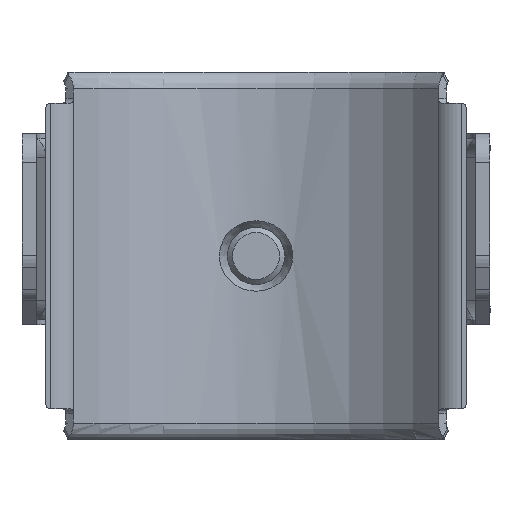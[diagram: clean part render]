
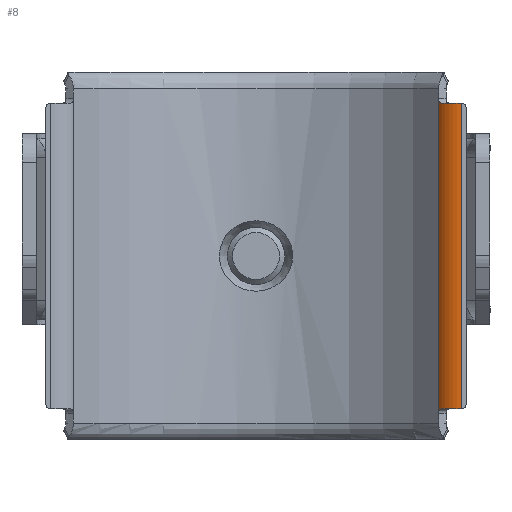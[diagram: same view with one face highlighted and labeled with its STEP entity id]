
A CAD part, front view. The second image highlights one B-rep face of the part: STEP entity #8.
In plain terms, the highlighted cylindrical face has radius 3 mm (diameter 6 mm), a partial arc.
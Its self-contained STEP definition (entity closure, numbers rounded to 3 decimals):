
#8 = ADVANCED_FACE ( 'NONE', ( #2659 ), #2655, .T. ) ;
#154 = AXIS2_PLACEMENT_3D ( 'NONE', #4423, #4422, #4415 ) ;
#372 = ORIENTED_EDGE ( 'NONE', *, *, #4731, .T. ) ;
#373 = ORIENTED_EDGE ( 'NONE', *, *, #4732, .F. ) ;
#375 = ORIENTED_EDGE ( 'NONE', *, *, #4733, .T. ) ;
#377 = ORIENTED_EDGE ( 'NONE', *, *, #4734, .T. ) ;
#379 = ORIENTED_EDGE ( 'NONE', *, *, #4738, .T. ) ;
#380 = ORIENTED_EDGE ( 'NONE', *, *, #4735, .F. ) ;
#706 = VECTOR ( 'NONE', #2205, 1000. ) ;
#708 = LINE ( 'NONE', #2198, #706 ) ;
#710 = CIRCLE ( 'NONE', #821, 3. ) ;
#713 = VECTOR ( 'NONE', #2192, 1000. ) ;
#716 = CIRCLE ( 'NONE', #820, 3. ) ;
#717 = LINE ( 'NONE', #2188, #713 ) ;
#820 = AXIS2_PLACEMENT_3D ( 'NONE', #2199, #2200, #2201 ) ;
#821 = AXIS2_PLACEMENT_3D ( 'NONE', #2202, #2203, #2204 ) ;
#1401 = CARTESIAN_POINT ( 'NONE',  ( 19.111, 10.482, -16.5 ) ) ;
#1409 = CARTESIAN_POINT ( 'NONE',  ( 19.447, 10.855, 16. ) ) ;
#1410 = CARTESIAN_POINT ( 'NONE',  ( 19.111, 10.482, 16.5 ) ) ;
#1411 = CARTESIAN_POINT ( 'NONE',  ( 21.5, 11.668, 16. ) ) ;
#1412 = CARTESIAN_POINT ( 'NONE',  ( 19.447, 10.855, -16. ) ) ;
#1415 = CARTESIAN_POINT ( 'NONE',  ( 21.5, 11.668, -16. ) ) ;
#2181 = CARTESIAN_POINT ( 'NONE',  ( 19.111, 10.482, 16.368 ) ) ;
#2182 = CARTESIAN_POINT ( 'NONE',  ( 19.143, 10.526, 16.238 ) ) ;
#2186 = CARTESIAN_POINT ( 'NONE',  ( 19.263, 10.668, -16.053 ) ) ;
#2187 = CARTESIAN_POINT ( 'NONE',  ( 19.111, 10.482, 16.5 ) ) ;
#2188 = CARTESIAN_POINT ( 'NONE',  ( 19.111, 10.482, 17.5 ) ) ;
#2189 = CARTESIAN_POINT ( 'NONE',  ( 19.263, 10.668, 16.054 ) ) ;
#2190 = CARTESIAN_POINT ( 'NONE',  ( 19.35, 10.764, 16. ) ) ;
#2191 = CARTESIAN_POINT ( 'NONE',  ( 19.447, 10.855, 16. ) ) ;
#2192 = DIRECTION ( 'NONE',  ( 0., 0., -1. ) ) ;
#2193 = CARTESIAN_POINT ( 'NONE',  ( 19.35, 10.764, -16. ) ) ;
#2194 = CARTESIAN_POINT ( 'NONE',  ( 19.447, 10.855, -16. ) ) ;
#2195 = CARTESIAN_POINT ( 'NONE',  ( 19.143, 10.526, -16.238 ) ) ;
#2196 = CARTESIAN_POINT ( 'NONE',  ( 19.111, 10.482, -16.368 ) ) ;
#2197 = CARTESIAN_POINT ( 'NONE',  ( 19.111, 10.482, -16.5 ) ) ;
#2198 = CARTESIAN_POINT ( 'NONE',  ( 21.5, 11.668, 17.5 ) ) ;
#2199 = CARTESIAN_POINT ( 'NONE',  ( 21.5, 8.668, -16. ) ) ;
#2200 = DIRECTION ( 'NONE',  ( 0., 0., 1. ) ) ;
#2201 = DIRECTION ( 'NONE',  ( 1., 0., 0. ) ) ;
#2202 = CARTESIAN_POINT ( 'NONE',  ( 21.5, 8.668, 16. ) ) ;
#2203 = DIRECTION ( 'NONE',  ( 0., 0., 1. ) ) ;
#2204 = DIRECTION ( 'NONE',  ( 1., 0., 0. ) ) ;
#2205 = DIRECTION ( 'NONE',  ( 0., 0., -1. ) ) ;
#2655 = CYLINDRICAL_SURFACE ( 'NONE', #154, 3. ) ;
#2659 = FACE_OUTER_BOUND ( 'NONE', #2730, .T. ) ;
#2730 = EDGE_LOOP ( 'NONE', ( #380, #379, #377, #375, #373, #372 ) ) ;
#4415 = DIRECTION ( 'NONE',  ( -1., 0., 0. ) ) ;
#4422 = DIRECTION ( 'NONE',  ( 0., 0., -1. ) ) ;
#4423 = CARTESIAN_POINT ( 'NONE',  ( 21.5, 8.668, 17.5 ) ) ;
#4675 = B_SPLINE_CURVE_WITH_KNOTS ( 'NONE', 3,
 ( #2194, #2193, #2186, #2195, #2196, #2197 ),
 .UNSPECIFIED., .F., .F.,
 ( 4, 2, 4 ),
 ( 0., 0., 0.001 ),
 .UNSPECIFIED. ) ;
#4676 = B_SPLINE_CURVE_WITH_KNOTS ( 'NONE', 3,
 ( #2187, #2181, #2182, #2189, #2190, #2191 ),
 .UNSPECIFIED., .F., .F.,
 ( 4, 2, 4 ),
 ( 0., 0., 0.001 ),
 .UNSPECIFIED. ) ;
#4731 = EDGE_CURVE ( 'NONE', #5028, #5027, #4676, .T. ) ;
#4732 = EDGE_CURVE ( 'NONE', #5028, #5019, #717, .T. ) ;
#4733 = EDGE_CURVE ( 'NONE', #5030, #5019, #4675, .T. ) ;
#4734 = EDGE_CURVE ( 'NONE', #5033, #5030, #716, .T. ) ;
#4735 = EDGE_CURVE ( 'NONE', #5029, #5027, #710, .T. ) ;
#4738 = EDGE_CURVE ( 'NONE', #5029, #5033, #708, .T. ) ;
#5019 = VERTEX_POINT ( 'NONE', #1401 ) ;
#5027 = VERTEX_POINT ( 'NONE', #1409 ) ;
#5028 = VERTEX_POINT ( 'NONE', #1410 ) ;
#5029 = VERTEX_POINT ( 'NONE', #1411 ) ;
#5030 = VERTEX_POINT ( 'NONE', #1412 ) ;
#5033 = VERTEX_POINT ( 'NONE', #1415 ) ;
